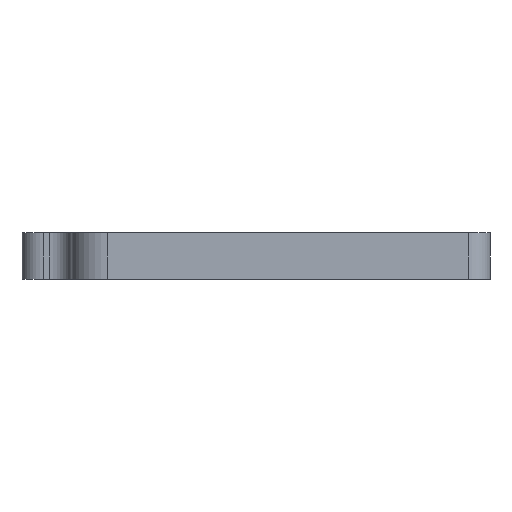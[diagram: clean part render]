
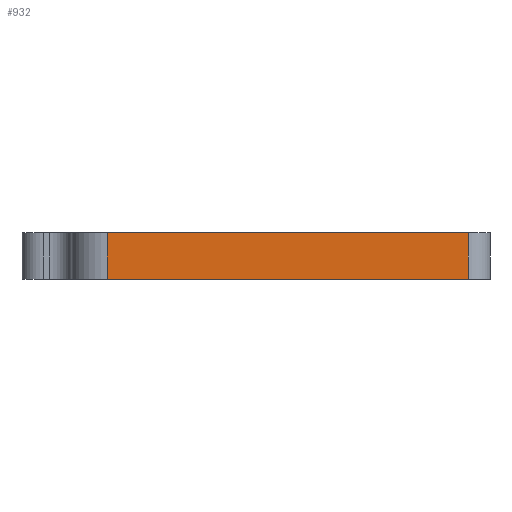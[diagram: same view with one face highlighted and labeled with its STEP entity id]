
A CAD part, front view. The second image highlights one B-rep face of the part: STEP entity #932.
In plain terms, the highlighted planar face has unit normal (0, -1, 0).
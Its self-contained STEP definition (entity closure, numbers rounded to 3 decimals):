
#49=PLANE('',#1016);
#79=FACE_OUTER_BOUND('',#131,.T.);
#131=EDGE_LOOP('',(#670,#671,#672,#673));
#281=LINE('',#1470,#351);
#282=LINE('',#1473,#352);
#283=LINE('',#1475,#353);
#284=LINE('',#1476,#354);
#351=VECTOR('',#1176,10.);
#352=VECTOR('',#1179,10.);
#353=VECTOR('',#1180,10.);
#354=VECTOR('',#1181,10.);
#427=VERTEX_POINT('',#1464);
#429=VERTEX_POINT('',#1468);
#430=VERTEX_POINT('',#1472);
#431=VERTEX_POINT('',#1474);
#527=EDGE_CURVE('',#429,#427,#281,.T.);
#528=EDGE_CURVE('',#427,#430,#282,.T.);
#529=EDGE_CURVE('',#431,#429,#283,.T.);
#530=EDGE_CURVE('',#431,#430,#284,.T.);
#670=ORIENTED_EDGE('',*,*,#528,.F.);
#671=ORIENTED_EDGE('',*,*,#527,.F.);
#672=ORIENTED_EDGE('',*,*,#529,.F.);
#673=ORIENTED_EDGE('',*,*,#530,.T.);
#932=ADVANCED_FACE('',(#79),#49,.T.);
#1016=AXIS2_PLACEMENT_3D('',#1471,#1177,#1178);
#1176=DIRECTION('',(0.,0.,-1.));
#1177=DIRECTION('center_axis',(0.,-1.,0.));
#1178=DIRECTION('ref_axis',(-1.,0.,0.));
#1179=DIRECTION('',(-1.,0.,0.));
#1180=DIRECTION('',(1.,0.,0.));
#1181=DIRECTION('',(0.,0.,-1.));
#1464=CARTESIAN_POINT('',(119.839,29.467,6.35));
#1468=CARTESIAN_POINT('',(119.839,29.467,12.7));
#1470=CARTESIAN_POINT('',(119.839,29.467,9.525));
#1471=CARTESIAN_POINT('Origin',(117.308,29.467,12.7));
#1472=CARTESIAN_POINT('',(70.494,29.467,6.35));
#1473=CARTESIAN_POINT('',(122.839,29.467,6.35));
#1474=CARTESIAN_POINT('',(70.494,29.467,12.7));
#1475=CARTESIAN_POINT('',(70.494,29.467,12.7));
#1476=CARTESIAN_POINT('',(70.494,29.467,12.7));
